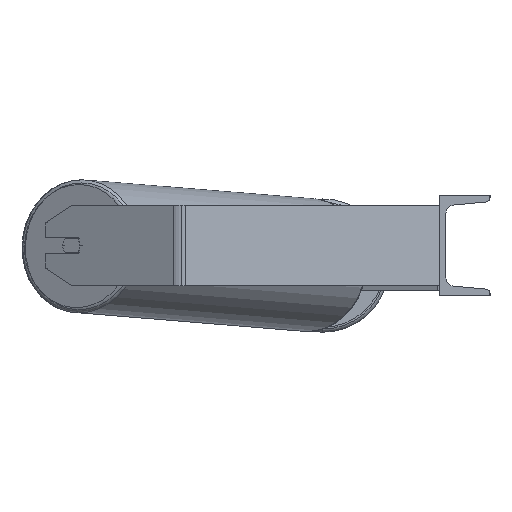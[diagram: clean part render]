
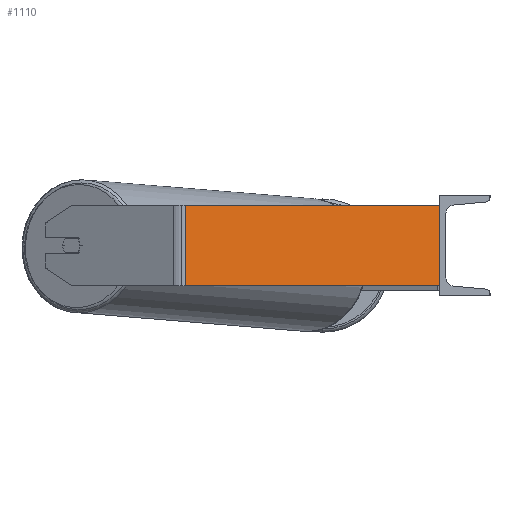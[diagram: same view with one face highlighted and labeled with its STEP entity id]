
A CAD part, left-side view. The second image highlights one B-rep face of the part: STEP entity #1110.
In plain terms, the highlighted planar face has unit normal (-0.966, -0.259, 0).
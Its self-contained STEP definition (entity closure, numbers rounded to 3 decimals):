
#193 = DIRECTION ( 'NONE',  ( 0.259, -0.966, 0. ) ) ;
#263 = CARTESIAN_POINT ( 'NONE',  ( -685., 0., 40. ) ) ;
#287 = VECTOR ( 'NONE', #2506, 1000. ) ;
#355 = CARTESIAN_POINT ( 'NONE',  ( -754.707, 260.151, 40. ) ) ;
#663 = VERTEX_POINT ( 'NONE', #3874 ) ;
#681 = ORIENTED_EDGE ( 'NONE', *, *, #6903, .F. ) ;
#743 = CARTESIAN_POINT ( 'NONE',  ( -752.992, 253.75, 40. ) ) ;
#1110 = ADVANCED_FACE ( 'NONE', ( #4674 ), #3962, .F. ) ;
#1165 = ORIENTED_EDGE ( 'NONE', *, *, #3996, .F. ) ;
#1174 = LINE ( 'NONE', #355, #287 ) ;
#2506 = DIRECTION ( 'NONE',  ( 0.259, -0.966, 0. ) ) ;
#2735 = AXIS2_PLACEMENT_3D ( 'NONE', #6793, #6103, #6844 ) ;
#3031 = EDGE_LOOP ( 'NONE', ( #3436, #681, #1165, #3852 ) ) ;
#3092 = CARTESIAN_POINT ( 'NONE',  ( -754.707, 260.151, -40. ) ) ;
#3216 = EDGE_CURVE ( 'NONE', #8308, #7751, #6397, .T. ) ;
#3433 = VECTOR ( 'NONE', #4074, 1000. ) ;
#3436 = ORIENTED_EDGE ( 'NONE', *, *, #7975, .T. ) ;
#3511 = DIRECTION ( 'NONE',  ( 0., 0., -1. ) ) ;
#3852 = ORIENTED_EDGE ( 'NONE', *, *, #3216, .T. ) ;
#3874 = CARTESIAN_POINT ( 'NONE',  ( -685., 0., -40. ) ) ;
#3962 = PLANE ( 'NONE',  #2735 ) ;
#3996 = EDGE_CURVE ( 'NONE', #8308, #8704, #1174, .T. ) ;
#4074 = DIRECTION ( 'NONE',  ( 0., 0., -1. ) ) ;
#4121 = CARTESIAN_POINT ( 'NONE',  ( -685., 0., 40. ) ) ;
#4674 = FACE_OUTER_BOUND ( 'NONE', #3031, .T. ) ;
#5091 = LINE ( 'NONE', #3092, #8136 ) ;
#6103 = DIRECTION ( 'NONE',  ( 0.966, 0.259, 0. ) ) ;
#6156 = LINE ( 'NONE', #4121, #3433 ) ;
#6397 = LINE ( 'NONE', #743, #6632 ) ;
#6632 = VECTOR ( 'NONE', #3511, 1000. ) ;
#6793 = CARTESIAN_POINT ( 'NONE',  ( -754.707, 260.151, 40. ) ) ;
#6844 = DIRECTION ( 'NONE',  ( -0.259, 0.966, 0. ) ) ;
#6903 = EDGE_CURVE ( 'NONE', #8704, #663, #6156, .T. ) ;
#7484 = CARTESIAN_POINT ( 'NONE',  ( -752.992, 253.75, -40. ) ) ;
#7751 = VERTEX_POINT ( 'NONE', #7484 ) ;
#7975 = EDGE_CURVE ( 'NONE', #7751, #663, #5091, .T. ) ;
#8136 = VECTOR ( 'NONE', #193, 1000. ) ;
#8308 = VERTEX_POINT ( 'NONE', #8776 ) ;
#8704 = VERTEX_POINT ( 'NONE', #263 ) ;
#8776 = CARTESIAN_POINT ( 'NONE',  ( -752.992, 253.75, 40. ) ) ;
